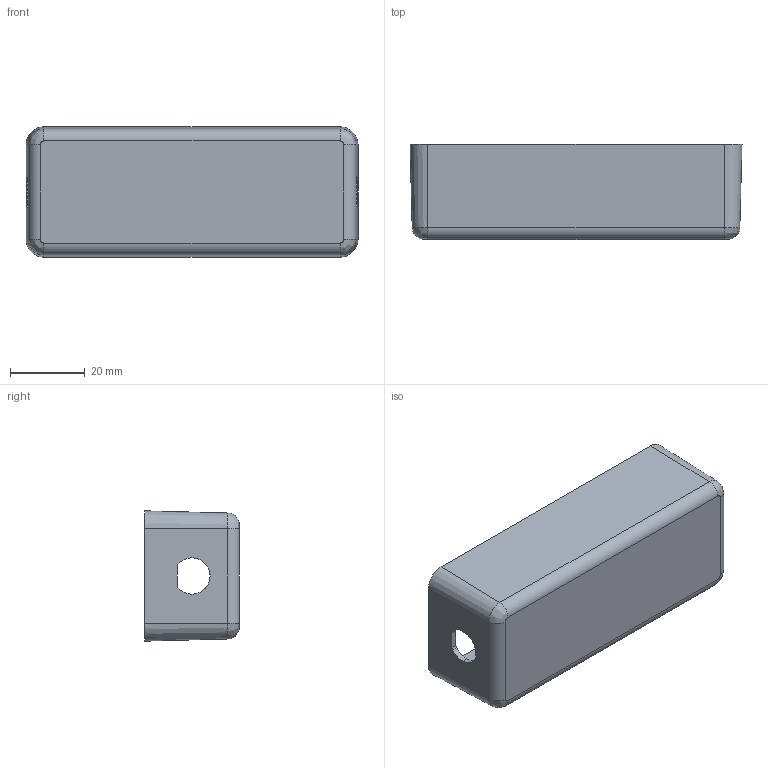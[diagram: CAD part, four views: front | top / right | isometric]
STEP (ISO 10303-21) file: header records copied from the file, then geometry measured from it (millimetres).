
FILE_DESCRIPTION (( 'STEP AP203' ), '1' );
FILE_NAME ('EXT_boitierAluminium_9165649_2.STEP', '2019-07-11T08:50:07', ( 'admin' ), ( 'Microsoft' ), 'SwSTEP 2.0', 'SolidWorks 2015', '' );
FILE_SCHEMA (( 'CONFIG_CONTROL_DESIGN' ));
Length unit declared in the file: millimetre
Products named in the file (1): EXT_boitierAluminium_9165649_2
Bounding box: 88.9 x 25.4 x 34.9 mm (x, y, z)
Volume: 15285.4 mm3; surface area: 17145.5 mm2
Topology: 1 solids, 1 shells, 77 faces, 207 edges, 129 vertices
Faces by surface type: cone 28, cylinder 26, plane 13, bspline 10
Entity records: 2916 total; most frequent: CARTESIAN_POINT 1072, ORIENTED_EDGE 398, DIRECTION 336, EDGE_CURVE 199, VERTEX_POINT 129, AXIS2_PLACEMENT_3D 126, EDGE_LOOP 86, LINE 84
